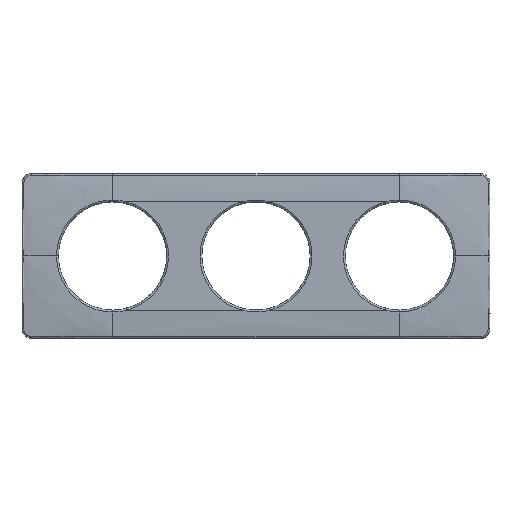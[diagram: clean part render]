
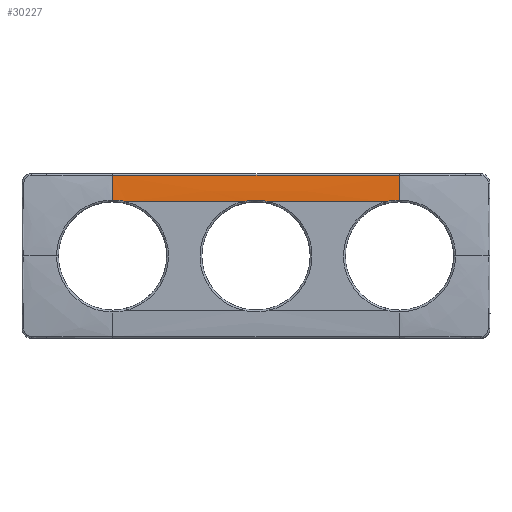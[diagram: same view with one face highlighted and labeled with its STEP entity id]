
A CAD part, top view. The second image highlights one B-rep face of the part: STEP entity #30227.
In plain terms, the highlighted face is a extrusion surface.
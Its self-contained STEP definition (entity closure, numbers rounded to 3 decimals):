
#179=CARTESIAN_POINT('Vertex',(63.988,26.799,8.7)) ;
#470=CARTESIAN_POINT('Vertex',(78.012,26.8,8.7)) ;
#11938=CARTESIAN_POINT('Vertex',(0.,39.891,7.827)) ;
#13084=CARTESIAN_POINT('Vertex',(142.,27.711,8.694)) ;
#13088=CARTESIAN_POINT('Control Point',(142.,27.711,8.694)) ;
#13089=CARTESIAN_POINT('Control Point',(142.,28.157,8.688)) ;
#13090=CARTESIAN_POINT('Control Point',(142.,28.604,8.679)) ;
#13091=CARTESIAN_POINT('Control Point',(142.,29.05,8.667)) ;
#13092=CARTESIAN_POINT('Control Point',(142.,29.951,8.636)) ;
#13093=CARTESIAN_POINT('Control Point',(142.,30.854,8.594)) ;
#13094=CARTESIAN_POINT('Control Point',(142.,31.304,8.57)) ;
#13095=CARTESIAN_POINT('Control Point',(142.,33.293,8.456)) ;
#13096=CARTESIAN_POINT('Control Point',(142.,35.281,8.299)) ;
#13097=CARTESIAN_POINT('Control Point',(142.,36.805,8.16)) ;
#13098=CARTESIAN_POINT('Control Point',(142.,38.35,8.001)) ;
#13099=CARTESIAN_POINT('Control Point',(142.,39.891,7.827)) ;
#13100=CARTESIAN_POINT('Vertex',(142.,39.891,7.827)) ;
#23482=CARTESIAN_POINT('Vertex',(134.988,26.8,8.7)) ;
#23680=CARTESIAN_POINT('Control Point',(142.,27.711,8.694)) ;
#23681=CARTESIAN_POINT('Control Point',(141.234,27.711,8.694)) ;
#23682=CARTESIAN_POINT('Control Point',(140.467,27.685,8.694)) ;
#23683=CARTESIAN_POINT('Control Point',(139.703,27.631,8.695)) ;
#23684=CARTESIAN_POINT('Control Point',(138.676,27.523,8.696)) ;
#23685=CARTESIAN_POINT('Control Point',(137.66,27.367,8.697)) ;
#23686=CARTESIAN_POINT('Control Point',(137.463,27.334,8.697)) ;
#23687=CARTESIAN_POINT('Control Point',(137.137,27.278,8.698)) ;
#23688=CARTESIAN_POINT('Control Point',(136.812,27.217,8.698)) ;
#23689=CARTESIAN_POINT('Control Point',(136.617,27.179,8.699)) ;
#23690=CARTESIAN_POINT('Control Point',(136.133,27.079,8.699)) ;
#23691=CARTESIAN_POINT('Control Point',(135.652,26.968,8.7)) ;
#23692=CARTESIAN_POINT('Control Point',(135.43,26.914,8.7)) ;
#23693=CARTESIAN_POINT('Control Point',(135.208,26.858,8.7)) ;
#23694=CARTESIAN_POINT('Control Point',(134.988,26.8,8.7)) ;
#23777=CARTESIAN_POINT('Line Origine',(80.748,39.891,7.827)) ;
#30056=CARTESIAN_POINT('Line Origine',(106.5,26.8,8.7)) ;
#30131=CARTESIAN_POINT('Control Point',(63.988,26.799,8.7)) ;
#30132=CARTESIAN_POINT('Control Point',(64.64,26.971,8.7)) ;
#30133=CARTESIAN_POINT('Control Point',(65.299,27.124,8.699)) ;
#30134=CARTESIAN_POINT('Control Point',(65.934,27.249,8.698)) ;
#30135=CARTESIAN_POINT('Control Point',(67.182,27.462,8.696)) ;
#30136=CARTESIAN_POINT('Control Point',(68.446,27.603,8.695)) ;
#30137=CARTESIAN_POINT('Control Point',(69.096,27.658,8.694)) ;
#30138=CARTESIAN_POINT('Control Point',(70.377,27.723,8.693)) ;
#30139=CARTESIAN_POINT('Control Point',(71.661,27.713,8.694)) ;
#30140=CARTESIAN_POINT('Control Point',(72.202,27.692,8.694)) ;
#30141=CARTESIAN_POINT('Control Point',(73.226,27.633,8.695)) ;
#30142=CARTESIAN_POINT('Control Point',(74.244,27.526,8.696)) ;
#30143=CARTESIAN_POINT('Control Point',(74.78,27.459,8.696)) ;
#30144=CARTESIAN_POINT('Control Point',(75.787,27.302,8.698)) ;
#30145=CARTESIAN_POINT('Control Point',(76.783,27.099,8.699)) ;
#30146=CARTESIAN_POINT('Control Point',(77.195,27.007,8.7)) ;
#30147=CARTESIAN_POINT('Control Point',(77.605,26.907,8.7)) ;
#30148=CARTESIAN_POINT('Control Point',(78.012,26.8,8.7)) ;
#30158=CARTESIAN_POINT('Control Point',(142.,26.799,8.7)) ;
#30159=CARTESIAN_POINT('Control Point',(142.,27.074,8.7)) ;
#30160=CARTESIAN_POINT('Control Point',(142.,27.349,8.698)) ;
#30161=CARTESIAN_POINT('Control Point',(142.,27.623,8.695)) ;
#30162=CARTESIAN_POINT('Control Point',(142.,28.699,8.68)) ;
#30163=CARTESIAN_POINT('Control Point',(142.,29.774,8.646)) ;
#30164=CARTESIAN_POINT('Control Point',(142.,30.598,8.609)) ;
#30165=CARTESIAN_POINT('Control Point',(142.,32.941,8.483)) ;
#30166=CARTESIAN_POINT('Control Point',(142.,35.281,8.299)) ;
#30167=CARTESIAN_POINT('Control Point',(142.,36.805,8.16)) ;
#30168=CARTESIAN_POINT('Control Point',(142.,38.35,8.001)) ;
#30169=CARTESIAN_POINT('Control Point',(142.,39.891,7.827)) ;
#30174=CARTESIAN_POINT('Control Point',(63.988,26.799,8.7)) ;
#30175=CARTESIAN_POINT('Control Point',(44.996,26.799,8.7)) ;
#30176=CARTESIAN_POINT('Control Point',(26.004,26.799,8.7)) ;
#30177=CARTESIAN_POINT('Control Point',(7.012,26.799,8.7)) ;
#30178=CARTESIAN_POINT('Vertex',(7.012,26.799,8.7)) ;
#30182=CARTESIAN_POINT('Control Point',(0.,27.711,8.694)) ;
#30183=CARTESIAN_POINT('Control Point',(0.142,27.711,8.694)) ;
#30184=CARTESIAN_POINT('Control Point',(0.284,27.711,8.694)) ;
#30185=CARTESIAN_POINT('Control Point',(0.429,27.709,8.694)) ;
#30186=CARTESIAN_POINT('Control Point',(0.856,27.7,8.694)) ;
#30187=CARTESIAN_POINT('Control Point',(1.284,27.683,8.694)) ;
#30188=CARTESIAN_POINT('Control Point',(1.569,27.669,8.694)) ;
#30189=CARTESIAN_POINT('Control Point',(2.28,27.622,8.695)) ;
#30190=CARTESIAN_POINT('Control Point',(2.988,27.553,8.695)) ;
#30191=CARTESIAN_POINT('Control Point',(3.411,27.503,8.696)) ;
#30192=CARTESIAN_POINT('Control Point',(4.396,27.367,8.697)) ;
#30193=CARTESIAN_POINT('Control Point',(5.37,27.189,8.699)) ;
#30194=CARTESIAN_POINT('Control Point',(5.922,27.072,8.699)) ;
#30195=CARTESIAN_POINT('Control Point',(6.47,26.942,8.7)) ;
#30196=CARTESIAN_POINT('Control Point',(7.012,26.799,8.7)) ;
#30197=CARTESIAN_POINT('Vertex',(0.,27.711,8.694)) ;
#30201=CARTESIAN_POINT('Control Point',(0.,27.711,8.694)) ;
#30202=CARTESIAN_POINT('Control Point',(0.,28.143,8.688)) ;
#30203=CARTESIAN_POINT('Control Point',(0.,28.583,8.679)) ;
#30204=CARTESIAN_POINT('Control Point',(0.,29.03,8.667)) ;
#30205=CARTESIAN_POINT('Control Point',(0.,29.947,8.636)) ;
#30206=CARTESIAN_POINT('Control Point',(0.,30.89,8.592)) ;
#30207=CARTESIAN_POINT('Control Point',(0.,31.363,8.567)) ;
#30208=CARTESIAN_POINT('Control Point',(0.,32.772,8.485)) ;
#30209=CARTESIAN_POINT('Control Point',(0.,34.163,8.383)) ;
#30210=CARTESIAN_POINT('Control Point',(0.,35.055,8.31)) ;
#30211=CARTESIAN_POINT('Control Point',(0.,36.53,8.179)) ;
#30212=CARTESIAN_POINT('Control Point',(0.,38.008,8.032)) ;
#30213=CARTESIAN_POINT('Control Point',(0.,38.634,7.966)) ;
#30214=CARTESIAN_POINT('Control Point',(0.,39.263,7.898)) ;
#30215=CARTESIAN_POINT('Control Point',(0.,39.891,7.827)) ;
#23778=DIRECTION('Vector Direction',(-1.,0.,0.)) ;
#30057=DIRECTION('Vector Direction',(-1.,0.,0.)) ;
#30170=DIRECTION('Vector Direction',(-1.,0.,0.)) ;
#23779=VECTOR('Line Direction',#23778,1.) ;
#30058=VECTOR('Line Direction',#30057,1.) ;
#30171=VECTOR('Extrusion Surface Vector',#30170,1.) ;
#30218=ORIENTED_EDGE('',*,*,#23781,.F.) ;
#30219=ORIENTED_EDGE('',*,*,#13102,.F.) ;
#30220=ORIENTED_EDGE('',*,*,#23695,.T.) ;
#30221=ORIENTED_EDGE('',*,*,#30060,.T.) ;
#30222=ORIENTED_EDGE('',*,*,#30149,.F.) ;
#30223=ORIENTED_EDGE('',*,*,#30180,.T.) ;
#30224=ORIENTED_EDGE('',*,*,#30199,.F.) ;
#30225=ORIENTED_EDGE('',*,*,#30216,.T.) ;
#30227=ADVANCED_FACE('Surface.1',(#30226),#30172,.F.) ;
#13087=B_SPLINE_CURVE_WITH_KNOTS('',5,(#13088,#13089,#13090,#13091,#13092,#13093,#13094,#13095,#13096,#13097,#13098,#13099),.UNSPECIFIED.,.F.,.U.,(6,3,3,6),(7.708,10.863,14.018,24.957),.UNSPECIFIED.) ;
#23679=B_SPLINE_CURVE_WITH_KNOTS('',5,(#23680,#23681,#23682,#23683,#23684,#23685,#23686,#23687,#23688,#23689,#23690,#23691,#23692,#23693,#23694),.UNSPECIFIED.,.F.,.U.,(6,3,3,3,6),(0.,7.541,10.176,12.81,15.09),.UNSPECIFIED.) ;
#30130=B_SPLINE_CURVE_WITH_KNOTS('',5,(#30131,#30132,#30133,#30134,#30135,#30136,#30137,#30138,#30139,#30140,#30141,#30142,#30143,#30144,#30145,#30146,#30147,#30148),.UNSPECIFIED.,.F.,.U.,(6,3,3,3,3,6),(0.,6.74,13.481,19.363,25.246,29.456),.UNSPECIFIED.) ;
#30157=B_SPLINE_CURVE_WITH_KNOTS('',5,(#30158,#30159,#30160,#30161,#30162,#30163,#30164,#30165,#30166,#30167,#30168,#30169),.UNSPECIFIED.,.F.,.U.,(6,3,3,6),(6.412,8.364,14.018,24.957),.UNSPECIFIED.) ;
#30173=B_SPLINE_CURVE_WITH_KNOTS('',3,(#30174,#30175,#30176,#30177),.UNSPECIFIED.,.F.,.U.,(4,4),(0.,80.576),.UNSPECIFIED.) ;
#30181=B_SPLINE_CURVE_WITH_KNOTS('',5,(#30182,#30183,#30184,#30185,#30186,#30187,#30188,#30189,#30190,#30191,#30192,#30193,#30194,#30195,#30196),.UNSPECIFIED.,.F.,.U.,(6,3,3,3,6),(0.,1.218,3.665,7.33,12.237),.UNSPECIFIED.) ;
#30200=B_SPLINE_CURVE_WITH_KNOTS('',5,(#30201,#30202,#30203,#30204,#30205,#30206,#30207,#30208,#30209,#30210,#30211,#30212,#30213,#30214,#30215),.UNSPECIFIED.,.F.,.U.,(6,3,3,3,6),(1.576,5.272,8.968,16.361,21.824),.UNSPECIFIED.) ;
#13102=EDGE_CURVE('',#13085,#13101,#13087,.T.) ;
#23695=EDGE_CURVE('',#13085,#23483,#23679,.T.) ;
#23781=EDGE_CURVE('',#13101,#11939,#23780,.T.) ;
#30060=EDGE_CURVE('',#23483,#471,#30059,.T.) ;
#30149=EDGE_CURVE('',#180,#471,#30130,.T.) ;
#30180=EDGE_CURVE('',#180,#30179,#30173,.T.) ;
#30199=EDGE_CURVE('',#30198,#30179,#30181,.T.) ;
#30216=EDGE_CURVE('',#30198,#11939,#30200,.T.) ;
#30217=EDGE_LOOP('',(#30218,#30219,#30220,#30221,#30222,#30223,#30224,#30225)) ;
#30226=FACE_OUTER_BOUND('',#30217,.T.) ;
#23780=LINE('Line',#23777,#23779) ;
#30059=LINE('Line',#30056,#30058) ;
#30172=SURFACE_OF_LINEAR_EXTRUSION('generated tabulated cylinder',#30157,#30171) ;
#180=VERTEX_POINT('',#179) ;
#471=VERTEX_POINT('',#470) ;
#11939=VERTEX_POINT('',#11938) ;
#13085=VERTEX_POINT('',#13084) ;
#13101=VERTEX_POINT('',#13100) ;
#23483=VERTEX_POINT('',#23482) ;
#30179=VERTEX_POINT('',#30178) ;
#30198=VERTEX_POINT('',#30197) ;
